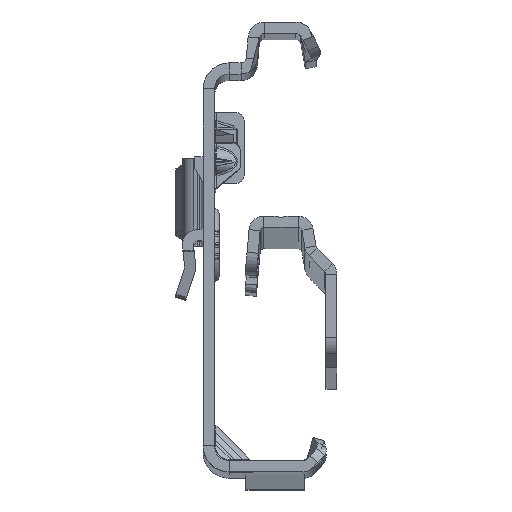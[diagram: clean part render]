
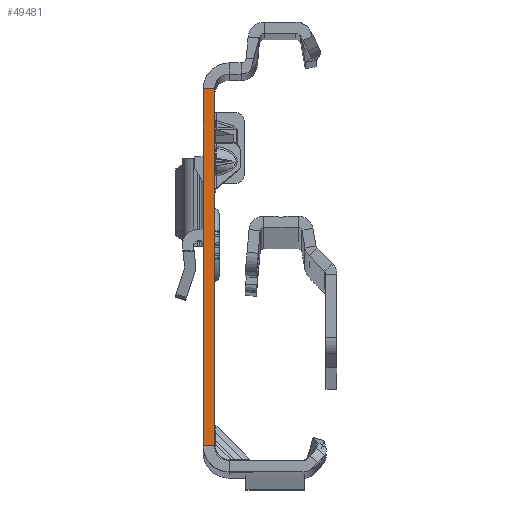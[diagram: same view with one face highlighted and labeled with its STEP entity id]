
A CAD part, top view. The second image highlights one B-rep face of the part: STEP entity #49481.
In plain terms, the highlighted planar face has unit normal (0, 0, 1).
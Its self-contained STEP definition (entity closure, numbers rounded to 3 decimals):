
#2528 = CARTESIAN_POINT ( 'NONE',  ( 0., -27.865, 0. ) ) ;
#4252 = ORIENTED_EDGE ( 'NONE', *, *, #8667, .T. ) ;
#4408 = ORIENTED_EDGE ( 'NONE', *, *, #42119, .F. ) ;
#5461 = VERTEX_POINT ( 'NONE', #15226 ) ;
#8667 = EDGE_CURVE ( 'NONE', #36622, #54982, #40468, .T. ) ;
#15226 = CARTESIAN_POINT ( 'NONE',  ( 0., -25.865, 0. ) ) ;
#15352 = LINE ( 'NONE', #2528, #49645 ) ;
#15497 = EDGE_LOOP ( 'NONE', ( #4408, #4252, #40103, #52618 ) ) ;
#18724 = EDGE_CURVE ( 'NONE', #54982, #19080, #27259, .T. ) ;
#18973 = LINE ( 'NONE', #40829, #26795 ) ;
#19080 = VERTEX_POINT ( 'NONE', #23205 ) ;
#20410 = VECTOR ( 'NONE', #44338, 1000. ) ;
#21360 = PLANE ( 'NONE',  #45178 ) ;
#22352 = CARTESIAN_POINT ( 'NONE',  ( 0., 22.135, 0. ) ) ;
#23205 = CARTESIAN_POINT ( 'NONE',  ( -1.5, -25.865, 0. ) ) ;
#23418 = VECTOR ( 'NONE', #36272, 1000. ) ;
#23937 = CARTESIAN_POINT ( 'NONE',  ( 0., 22.135, 0. ) ) ;
#25991 = EDGE_CURVE ( 'NONE', #5461, #19080, #18973, .T. ) ;
#26795 = VECTOR ( 'NONE', #41366, 1000. ) ;
#27207 = DIRECTION ( 'NONE',  ( 1., 0., 0. ) ) ;
#27259 = LINE ( 'NONE', #30933, #20410 ) ;
#28055 = CARTESIAN_POINT ( 'NONE',  ( -1.5, -27.865, 0. ) ) ;
#30933 = CARTESIAN_POINT ( 'NONE',  ( -1.5, -27.865, 0. ) ) ;
#36272 = DIRECTION ( 'NONE',  ( -1., 0., 0. ) ) ;
#36622 = VERTEX_POINT ( 'NONE', #22352 ) ;
#40103 = ORIENTED_EDGE ( 'NONE', *, *, #18724, .T. ) ;
#40468 = LINE ( 'NONE', #23937, #23418 ) ;
#40829 = CARTESIAN_POINT ( 'NONE',  ( 0., -25.865, 0. ) ) ;
#41366 = DIRECTION ( 'NONE',  ( -1., 0., 0. ) ) ;
#42119 = EDGE_CURVE ( 'NONE', #36622, #5461, #15352, .T. ) ;
#44338 = DIRECTION ( 'NONE',  ( 0., -1., 0. ) ) ;
#45178 = AXIS2_PLACEMENT_3D ( 'NONE', #28055, #52654, #27207 ) ;
#45301 = DIRECTION ( 'NONE',  ( 0., -1., 0. ) ) ;
#48199 = FACE_OUTER_BOUND ( 'NONE', #15497, .T. ) ;
#49481 = ADVANCED_FACE ( 'NONE', ( #48199 ), #21360, .T. ) ;
#49645 = VECTOR ( 'NONE', #45301, 1000. ) ;
#51219 = CARTESIAN_POINT ( 'NONE',  ( -1.5, 22.135, 0. ) ) ;
#52618 = ORIENTED_EDGE ( 'NONE', *, *, #25991, .F. ) ;
#52654 = DIRECTION ( 'NONE',  ( 0., 0., 1. ) ) ;
#54982 = VERTEX_POINT ( 'NONE', #51219 ) ;
